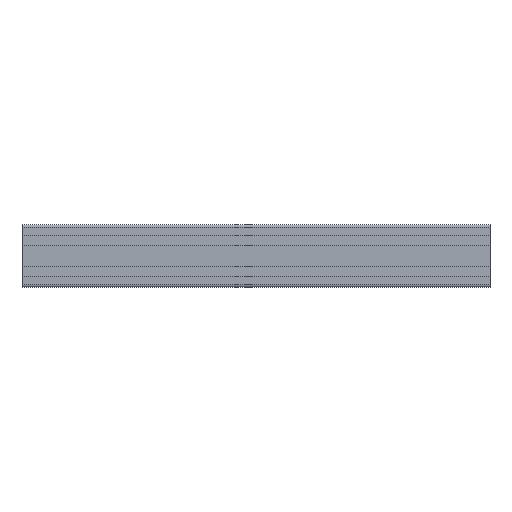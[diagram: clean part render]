
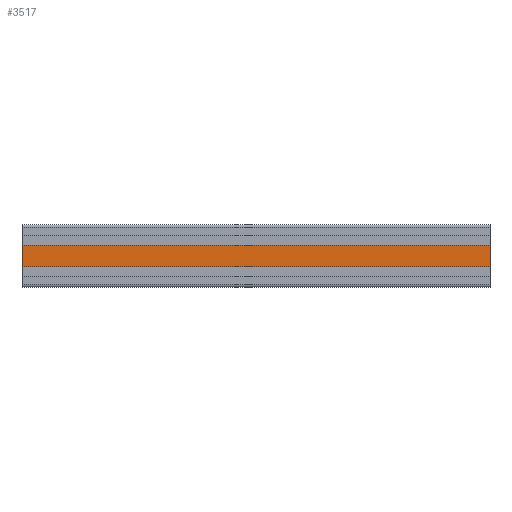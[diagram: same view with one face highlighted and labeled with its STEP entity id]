
A CAD part, left-side view. The second image highlights one B-rep face of the part: STEP entity #3517.
In plain terms, the highlighted face is planar.
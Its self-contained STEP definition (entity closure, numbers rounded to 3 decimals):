
#650 = VECTOR ( 'NONE', #2424, 1000. ) ;
#663 = VECTOR ( 'NONE', #2466, 1000. ) ;
#707 = VECTOR ( 'NONE', #2471, 1000. ) ;
#718 = VECTOR ( 'NONE', #2538, 1000. ) ;
#1490 = CARTESIAN_POINT ( 'NONE',  ( 10., -6.9, -300. ) ) ;
#1492 = DIRECTION ( 'NONE',  ( 1., 0., 0. ) ) ;
#1495 = PLANE ( 'NONE',  #2046 ) ;
#1504 = DIRECTION ( 'NONE',  ( 0., 0., -1. ) ) ;
#1507 = FACE_OUTER_BOUND ( 'NONE', #4604, .T. ) ;
#2046 = AXIS2_PLACEMENT_3D ( 'NONE', #1490, #1492, #1504 ) ;
#2354 = LINE ( 'NONE', #2399, #650 ) ;
#2399 = CARTESIAN_POINT ( 'NONE',  ( 10., -6.9, -300. ) ) ;
#2424 = DIRECTION ( 'NONE',  ( 0., 0., 1. ) ) ;
#2439 = LINE ( 'NONE', #2465, #663 ) ;
#2462 = LINE ( 'NONE', #2489, #707 ) ;
#2465 = CARTESIAN_POINT ( 'NONE',  ( 10., -6.9, 0. ) ) ;
#2466 = DIRECTION ( 'NONE',  ( 0., 1., 0. ) ) ;
#2471 = DIRECTION ( 'NONE',  ( 0., 0., 1. ) ) ;
#2489 = CARTESIAN_POINT ( 'NONE',  ( 10., 6.9, -300. ) ) ;
#2520 = CARTESIAN_POINT ( 'NONE',  ( 10., -6.9, -300. ) ) ;
#2524 = LINE ( 'NONE', #2520, #718 ) ;
#2538 = DIRECTION ( 'NONE',  ( 0., 1., 0. ) ) ;
#2898 = CARTESIAN_POINT ( 'NONE',  ( 10., 6.9, -300. ) ) ;
#2917 = CARTESIAN_POINT ( 'NONE',  ( 10., -6.9, -300. ) ) ;
#2919 = CARTESIAN_POINT ( 'NONE',  ( 10., 6.9, 0. ) ) ;
#2932 = CARTESIAN_POINT ( 'NONE',  ( 10., -6.9, 0. ) ) ;
#3517 = ADVANCED_FACE ( 'PLANAR_34', ( #1507 ), #1495, .T. ) ;
#3788 = EDGE_CURVE ( 'NONE', #4893, #4909, #2354, .T. ) ;
#3807 = EDGE_CURVE ( 'NONE', #4909, #4871, #2439, .T. ) ;
#3809 = EDGE_CURVE ( 'NONE', #4889, #4871, #2462, .T. ) ;
#3829 = EDGE_CURVE ( 'NONE', #4893, #4889, #2524, .T. ) ;
#4374 = ORIENTED_EDGE ( 'NONE', *, *, #3809, .T. ) ;
#4391 = ORIENTED_EDGE ( 'NONE', *, *, #3788, .F. ) ;
#4396 = ORIENTED_EDGE ( 'NONE', *, *, #3807, .F. ) ;
#4403 = ORIENTED_EDGE ( 'NONE', *, *, #3829, .T. ) ;
#4604 = EDGE_LOOP ( 'NONE', ( #4396, #4391, #4403, #4374 ) ) ;
#4871 = VERTEX_POINT ( 'NONE', #2919 ) ;
#4889 = VERTEX_POINT ( 'NONE', #2898 ) ;
#4893 = VERTEX_POINT ( 'NONE', #2917 ) ;
#4909 = VERTEX_POINT ( 'NONE', #2932 ) ;
